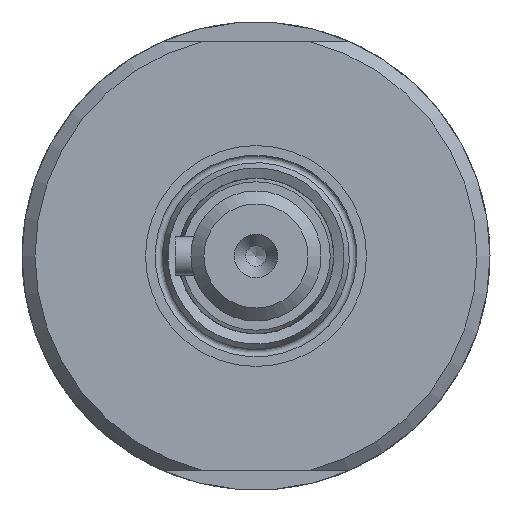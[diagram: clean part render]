
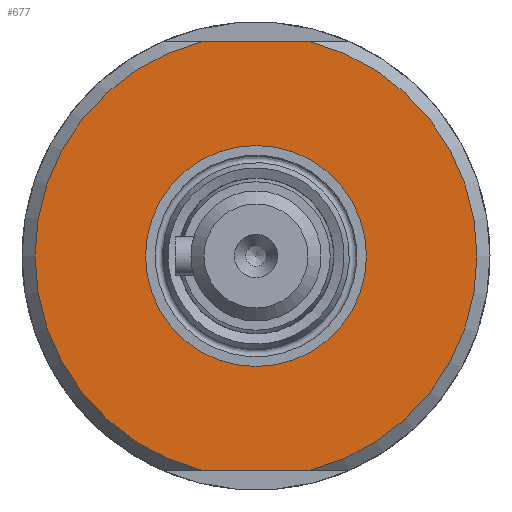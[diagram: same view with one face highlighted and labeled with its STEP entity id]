
A CAD part, left-side view. The second image highlights one B-rep face of the part: STEP entity #677.
In plain terms, the highlighted planar face has unit normal (-1, 0, 0).
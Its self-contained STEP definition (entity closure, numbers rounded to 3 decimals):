
#405=CARTESIAN_POINT('',(-113.2,-4.093,-16.5));
#406=VERTEX_POINT('',#405);
#422=CARTESIAN_POINT('',(-113.2,4.093,-16.5));
#423=VERTEX_POINT('',#422);
#424=CARTESIAN_POINT('',(-113.2,4.093,-16.5));
#425=DIRECTION('',(0.0,-1.0,0.0));
#426=VECTOR('',#425,8.185);
#427=LINE('',#424,#426);
#428=EDGE_CURVE('',#423,#406,#427,.T.);
#493=CARTESIAN_POINT('',(-113.2,-4.093,16.5));
#494=VERTEX_POINT('',#493);
#532=CARTESIAN_POINT('',(-113.2,4.093,16.5));
#533=VERTEX_POINT('',#532);
#547=CARTESIAN_POINT('',(-113.2,-4.093,16.5));
#548=DIRECTION('',(0.0,1.0,0.0));
#549=VECTOR('',#548,8.185);
#550=LINE('',#547,#549);
#551=EDGE_CURVE('',#494,#533,#550,.T.);
#578=CARTESIAN_POINT('',(-113.2,0.,0.));
#579=DIRECTION('',(1.0,0.0,0.0));
#580=DIRECTION('',(0.0,-1.0,0.0));
#581=AXIS2_PLACEMENT_3D('',#578,#579,#580);
#582=CIRCLE('',#581,17.0);
#583=EDGE_CURVE('',#423,#533,#582,.T.);
#645=CARTESIAN_POINT('',(-113.2,0.,0.));
#646=DIRECTION('',(1.0,0.0,0.0));
#647=DIRECTION('',(0.0,-1.0,0.0));
#648=AXIS2_PLACEMENT_3D('',#645,#646,#647);
#649=CIRCLE('',#648,17.0);
#650=EDGE_CURVE('',#494,#406,#649,.T.);
#655=CARTESIAN_POINT('',(-113.2,9.,0.));
#656=DIRECTION('',(-1.0,0.0,0.0));
#657=DIRECTION('',(0.0,0.0,1.0));
#658=AXIS2_PLACEMENT_3D('',#655,#656,#657);
#659=PLANE('',#658);
#660=ORIENTED_EDGE('',*,*,#428,.T.);
#661=ORIENTED_EDGE('',*,*,#650,.F.);
#662=ORIENTED_EDGE('',*,*,#551,.T.);
#663=ORIENTED_EDGE('',*,*,#583,.F.);
#664=EDGE_LOOP('',(#660,#661,#662,#663));
#665=FACE_OUTER_BOUND('',#664,.T.);
#666=CARTESIAN_POINT('',(-113.2,8.5,0.));
#667=VERTEX_POINT('',#666);
#668=CARTESIAN_POINT('',(-113.2,0.,0.));
#669=DIRECTION('',(1.0,0.0,0.0));
#670=DIRECTION('',(0.0,1.0,0.0));
#671=AXIS2_PLACEMENT_3D('',#668,#669,#670);
#672=CIRCLE('',#671,8.5);
#673=EDGE_CURVE('',#667,#667,#672,.T.);
#674=ORIENTED_EDGE('',*,*,#673,.T.);
#675=EDGE_LOOP('',(#674));
#676=FACE_BOUND('',#675,.T.);
#677=ADVANCED_FACE('',(#665,#676),#659,.T.);
